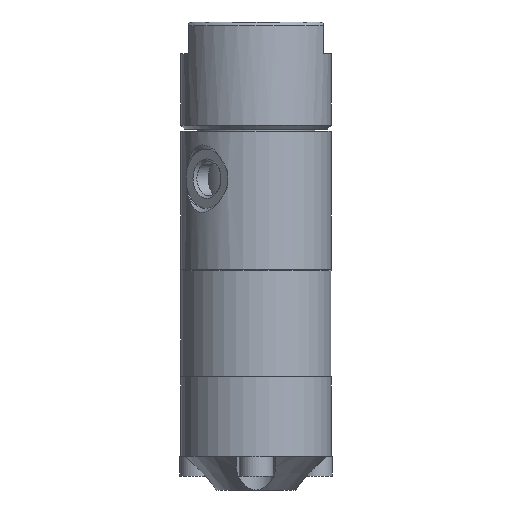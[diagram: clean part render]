
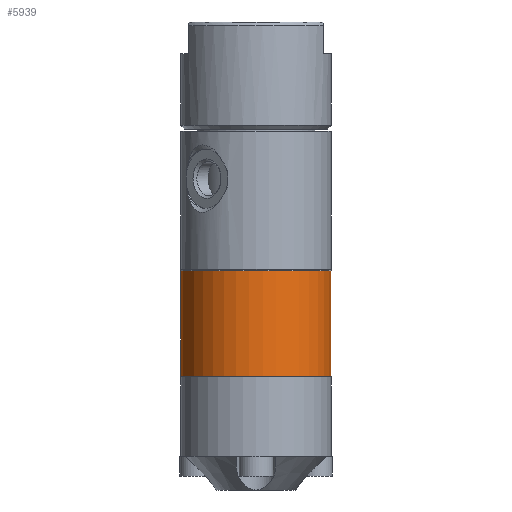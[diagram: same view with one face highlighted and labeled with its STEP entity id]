
A CAD part, left-side view. The second image highlights one B-rep face of the part: STEP entity #5939.
In plain terms, the highlighted cylindrical face has radius 19 mm (diameter 38 mm), a full revolution.
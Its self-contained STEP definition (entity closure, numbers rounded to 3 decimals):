
#108=LINE('',#8074,#392);
#109=LINE('',#8094,#393);
#110=LINE('',#8098,#394);
#111=LINE('',#8105,#395);
#392=VECTOR('',#6790,1000.);
#393=VECTOR('',#6791,1000.);
#394=VECTOR('',#6794,1000.);
#395=VECTOR('',#6795,1000.);
#685=B_SPLINE_CURVE_WITH_KNOTS('',3,(#8055,#8056,#8057,#8058),
 .UNSPECIFIED.,.F.,.F.,(4,4),(0.,0.002),.UNSPECIFIED.);
#686=B_SPLINE_CURVE_WITH_KNOTS('',3,(#8061,#8062,#8063,#8064,#8065,#8066,
#8067),.UNSPECIFIED.,.F.,.F.,(4,1,1,1,4),(0.,0.004,
0.008,0.011,0.015),
 .UNSPECIFIED.);
#687=B_SPLINE_CURVE_WITH_KNOTS('',3,(#8069,#8070,#8071,#8072),
 .UNSPECIFIED.,.F.,.F.,(4,4),(0.,0.002),.UNSPECIFIED.);
#688=B_SPLINE_CURVE_WITH_KNOTS('',3,(#8076,#8077,#8078,#8079),
 .UNSPECIFIED.,.F.,.F.,(4,4),(0.,0.002),.UNSPECIFIED.);
#689=B_SPLINE_CURVE_WITH_KNOTS('',3,(#8081,#8082,#8083,#8084,#8085,#8086,
#8087),.UNSPECIFIED.,.F.,.F.,(4,1,1,1,4),(0.,0.004,
0.008,0.011,0.015),
 .UNSPECIFIED.);
#690=B_SPLINE_CURVE_WITH_KNOTS('',3,(#8089,#8090,#8091,#8092),
 .UNSPECIFIED.,.F.,.F.,(4,4),(0.,0.002),
 .UNSPECIFIED.);
#691=B_SPLINE_CURVE_WITH_KNOTS('',3,(#8100,#8101,#8102,#8103),
 .UNSPECIFIED.,.F.,.F.,(4,4),(0.,1.),.UNSPECIFIED.);
#925=CYLINDRICAL_SURFACE('',#6269,19.);
#1137=ORIENTED_EDGE('',*,*,#2224,.T.);
#1138=ORIENTED_EDGE('',*,*,#2225,.T.);
#1139=ORIENTED_EDGE('',*,*,#2226,.T.);
#1140=ORIENTED_EDGE('',*,*,#2227,.T.);
#1141=ORIENTED_EDGE('',*,*,#2228,.T.);
#1142=ORIENTED_EDGE('',*,*,#2229,.T.);
#1143=ORIENTED_EDGE('',*,*,#2230,.T.);
#1144=ORIENTED_EDGE('',*,*,#2231,.T.);
#1145=ORIENTED_EDGE('',*,*,#2232,.T.);
#1146=ORIENTED_EDGE('',*,*,#2233,.T.);
#1147=ORIENTED_EDGE('',*,*,#2234,.F.);
#1148=ORIENTED_EDGE('',*,*,#2235,.F.);
#1149=ORIENTED_EDGE('',*,*,#2236,.F.);
#1150=ORIENTED_EDGE('',*,*,#2237,.F.);
#2224=EDGE_CURVE('',#2775,#2775,#3148,.T.);
#2225=EDGE_CURVE('',#2776,#2776,#3149,.T.);
#2226=EDGE_CURVE('',#2777,#2778,#685,.T.);
#2227=EDGE_CURVE('',#2778,#2779,#686,.T.);
#2228=EDGE_CURVE('',#2779,#2780,#687,.T.);
#2229=EDGE_CURVE('',#2780,#2781,#108,.F.);
#2230=EDGE_CURVE('',#2781,#2782,#688,.T.);
#2231=EDGE_CURVE('',#2782,#2783,#689,.T.);
#2232=EDGE_CURVE('',#2783,#2784,#690,.T.);
#2233=EDGE_CURVE('',#2784,#2777,#109,.T.);
#2234=EDGE_CURVE('',#2785,#2786,#3150,.T.);
#2235=EDGE_CURVE('',#2787,#2785,#110,.T.);
#2236=EDGE_CURVE('',#2788,#2787,#691,.F.);
#2237=EDGE_CURVE('',#2786,#2788,#111,.F.);
#2775=VERTEX_POINT('',#8052);
#2776=VERTEX_POINT('',#8054);
#2777=VERTEX_POINT('',#8059);
#2778=VERTEX_POINT('',#8060);
#2779=VERTEX_POINT('',#8068);
#2780=VERTEX_POINT('',#8073);
#2781=VERTEX_POINT('',#8075);
#2782=VERTEX_POINT('',#8080);
#2783=VERTEX_POINT('',#8088);
#2784=VERTEX_POINT('',#8093);
#2785=VERTEX_POINT('',#8096);
#2786=VERTEX_POINT('',#8097);
#2787=VERTEX_POINT('',#8099);
#2788=VERTEX_POINT('',#8104);
#3148=CIRCLE('',#6270,19.);
#3149=CIRCLE('',#6271,19.);
#3150=CIRCLE('',#6272,19.);
#3322=EDGE_LOOP('',(#1137));
#3323=EDGE_LOOP('',(#1138));
#3324=EDGE_LOOP('',(#1139,#1140,#1141,#1142,#1143,#1144,#1145,#1146));
#3325=EDGE_LOOP('',(#1147,#1148,#1149,#1150));
#3679=FACE_BOUND('',#3322,.T.);
#3680=FACE_BOUND('',#3323,.T.);
#3681=FACE_BOUND('',#3324,.T.);
#3682=FACE_BOUND('',#3325,.T.);
#5939=ADVANCED_FACE('',(#3679,#3680,#3681,#3682),#925,.T.);
#6269=AXIS2_PLACEMENT_3D('',#8050,#6784,#6785);
#6270=AXIS2_PLACEMENT_3D('',#8051,#6786,#6787);
#6271=AXIS2_PLACEMENT_3D('',#8053,#6788,#6789);
#6272=AXIS2_PLACEMENT_3D('',#8095,#6792,#6793);
#6784=DIRECTION('',(0.,0.,1.));
#6785=DIRECTION('',(1.,0.,0.));
#6786=DIRECTION('',(0.,0.,1.));
#6787=DIRECTION('',(1.,0.,0.));
#6788=DIRECTION('',(0.,0.,-1.));
#6789=DIRECTION('',(-1.,0.,0.));
#6790=DIRECTION('',(0.,0.,1.));
#6791=DIRECTION('',(0.,0.,1.));
#6792=DIRECTION('',(0.,0.,-1.));
#6793=DIRECTION('',(-1.,0.,0.));
#6794=DIRECTION('',(0.,0.,1.));
#6795=DIRECTION('',(0.,0.,1.));
#8050=CARTESIAN_POINT('',(0.,0.,0.));
#8051=CARTESIAN_POINT('',(0.,0.,0.2));
#8052=CARTESIAN_POINT('',(19.,0.,0.2));
#8053=CARTESIAN_POINT('',(0.,0.,26.8));
#8054=CARTESIAN_POINT('',(-19.,0.,26.8));
#8055=CARTESIAN_POINT('',(7.399,17.5,20.227));
#8056=CARTESIAN_POINT('',(6.997,17.67,20.669));
#8057=CARTESIAN_POINT('',(6.559,17.839,21.072));
#8058=CARTESIAN_POINT('',(6.083,18.,21.437));
#8059=CARTESIAN_POINT('',(7.399,17.5,20.227));
#8060=CARTESIAN_POINT('',(6.083,18.,21.437));
#8061=CARTESIAN_POINT('',(6.083,18.,21.437));
#8062=CARTESIAN_POINT('',(5.337,18.252,22.326));
#8063=CARTESIAN_POINT('',(3.542,18.76,23.861));
#8064=CARTESIAN_POINT('',(0.018,19.12,24.818));
#8065=CARTESIAN_POINT('',(-3.54,18.762,23.866));
#8066=CARTESIAN_POINT('',(-5.336,18.252,22.328));
#8067=CARTESIAN_POINT('',(-6.083,18.,21.437));
#8068=CARTESIAN_POINT('',(-6.083,18.,21.437));
#8069=CARTESIAN_POINT('',(-6.083,18.,21.437));
#8070=CARTESIAN_POINT('',(-6.559,17.839,21.072));
#8071=CARTESIAN_POINT('',(-6.997,17.67,20.669));
#8072=CARTESIAN_POINT('',(-7.399,17.5,20.227));
#8073=CARTESIAN_POINT('',(-7.399,17.5,20.227));
#8074=CARTESIAN_POINT('',(-7.399,17.5,0.));
#8075=CARTESIAN_POINT('',(-7.399,17.5,6.773));
#8076=CARTESIAN_POINT('',(-7.399,17.5,6.773));
#8077=CARTESIAN_POINT('',(-6.997,17.67,6.331));
#8078=CARTESIAN_POINT('',(-6.559,17.839,5.928));
#8079=CARTESIAN_POINT('',(-6.083,18.,5.563));
#8080=CARTESIAN_POINT('',(-6.083,18.,5.563));
#8081=CARTESIAN_POINT('',(-6.083,18.,5.563));
#8082=CARTESIAN_POINT('',(-5.337,18.252,4.674));
#8083=CARTESIAN_POINT('',(-3.542,18.76,3.139));
#8084=CARTESIAN_POINT('',(-0.018,19.12,2.182));
#8085=CARTESIAN_POINT('',(3.54,18.762,3.134));
#8086=CARTESIAN_POINT('',(5.336,18.252,4.672));
#8087=CARTESIAN_POINT('',(6.083,18.,5.563));
#8088=CARTESIAN_POINT('',(6.083,18.,5.563));
#8089=CARTESIAN_POINT('',(6.083,18.,5.563));
#8090=CARTESIAN_POINT('',(6.559,17.839,5.928));
#8091=CARTESIAN_POINT('',(6.997,17.67,6.331));
#8092=CARTESIAN_POINT('',(7.399,17.5,6.773));
#8093=CARTESIAN_POINT('',(7.399,17.5,6.773));
#8094=CARTESIAN_POINT('',(7.399,17.5,0.));
#8095=CARTESIAN_POINT('',(0.,0.,15.168));
#8096=CARTESIAN_POINT('',(-15.823,10.519,15.168));
#8097=CARTESIAN_POINT('',(-15.646,10.779,15.168));
#8098=CARTESIAN_POINT('',(-15.823,10.519,11.676));
#8099=CARTESIAN_POINT('',(-15.823,10.519,11.676));
#8100=CARTESIAN_POINT('',(-15.823,10.519,11.676));
#8101=CARTESIAN_POINT('',(-15.764,10.606,11.676));
#8102=CARTESIAN_POINT('',(-15.705,10.693,11.676));
#8103=CARTESIAN_POINT('',(-15.646,10.779,11.676));
#8104=CARTESIAN_POINT('',(-15.646,10.779,11.676));
#8105=CARTESIAN_POINT('',(-15.646,10.779,0.));
